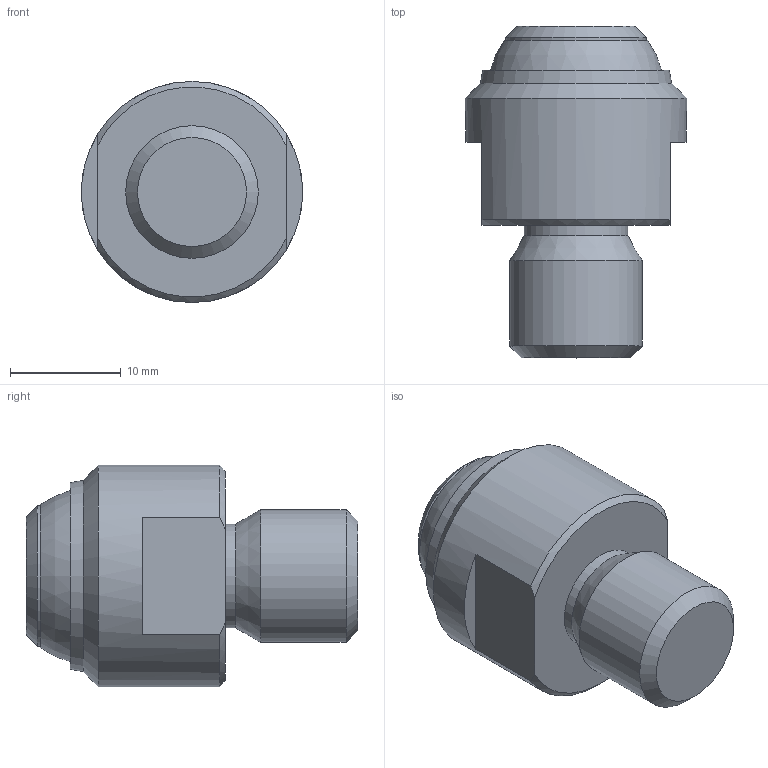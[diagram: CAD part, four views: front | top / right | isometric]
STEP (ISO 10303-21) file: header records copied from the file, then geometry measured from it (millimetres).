
FILE_DESCRIPTION( ( 'STEP AP214' ), '1' );
FILE_NAME( 'K0282.212D_0_.stp', '2020-11-27T12:44:05', ( '' ), ( '' ), ' ', 'PARTsolutions', ' ' );
FILE_SCHEMA( ( 'AUTOMOTIVE_DESIGN { 1 0 10303 214 1 1 1 1 }' ) );
Length unit declared in the file: millimetre
Products named in the file (1): _K0282.212D(0)
Bounding box: 20 x 30 x 20 mm (x, y, z)
Volume: 5818.1 mm3; surface area: 2174 mm2
Topology: 1 solids, 2 shells, 23 faces, 46 edges, 29 vertices
Faces by surface type: plane 10, cone 7, cylinder 4, sphere 2
Full cylindrical faces by diameter (mm): 9.4 x1, 12 x1, 12.7 x1, 20 x1
Entity records: 724 total; most frequent: DIRECTION 96, CARTESIAN_POINT 95, ORIENTED_EDGE 64, AXIS2_PLACEMENT_3D 44, EDGE_LOOP 36, EDGE_CURVE 32, FACE_OUTER_BOUND 28, VERTEX_POINT 27
